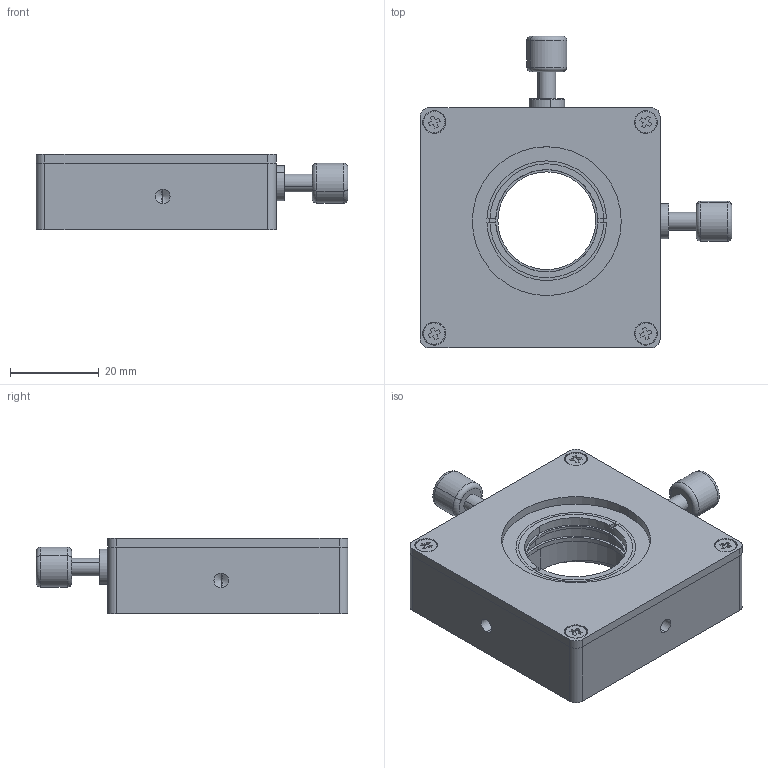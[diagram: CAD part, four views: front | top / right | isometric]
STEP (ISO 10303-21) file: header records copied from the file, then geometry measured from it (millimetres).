
FILE_DESCRIPTION (( 'STEP AP203' ), '1' );
FILE_NAME ('04MOM-1M-XY.STEP', '2016-05-10T08:44:09', ( '' ), ( '' ), 'SwSTEP 2.0', 'SolidWorks 2016', '' );
FILE_SCHEMA (( 'CONFIG_CONTROL_DESIGN' ));
Length unit declared in the file: millimetre
Products named in the file (1): 04MOM-1M-XY
Bounding box: 70.16 x 70.16 x 17 mm (x, y, z)
Volume: 35308.7 mm3; surface area: 31559.6 mm2
Topology: 22 solids, 22 shells, 395 faces, 930 edges, 583 vertices
Faces by surface type: plane 164, cylinder 147, cone 48, torus 24, sphere 12
Entity records: 11219 total; most frequent: DIRECTION 2068, CARTESIAN_POINT 1887, ORIENTED_EDGE 1792, EDGE_CURVE 896, AXIS2_PLACEMENT_3D 782, VERTEX_POINT 577, VECTOR 504, LINE 504
